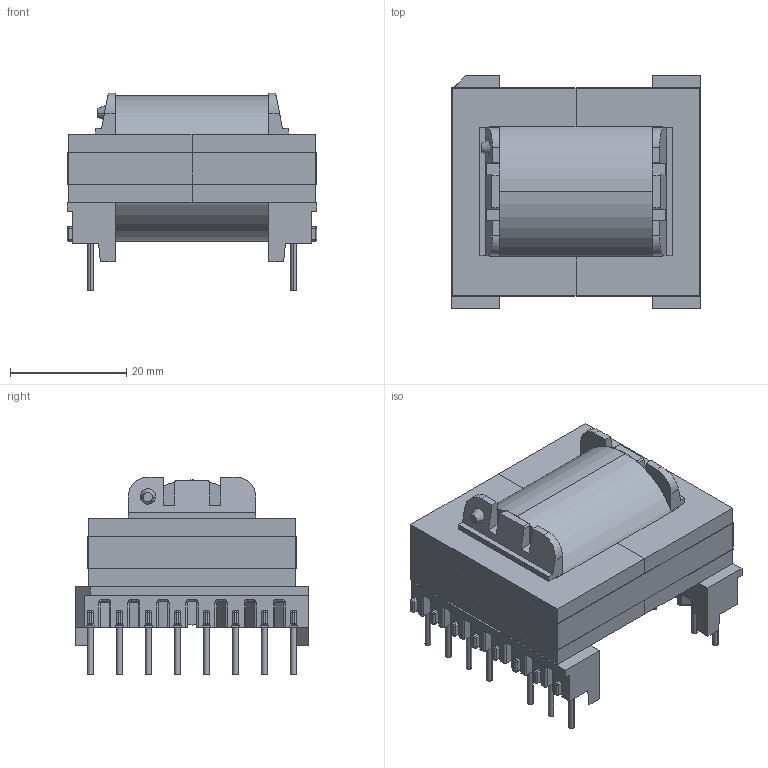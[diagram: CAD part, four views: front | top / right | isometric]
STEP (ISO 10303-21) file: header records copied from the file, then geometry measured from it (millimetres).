
FILE_DESCRIPTION (( 'STEP AP214' ), '1' );
FILE_NAME ('ER35-21_5940_MP5-11-14.STEP', '2021-08-10T14:14:27', ( '' ), ( '' ), 'SwSTEP 2.0', 'SolidWorks 2017', '' );
FILE_SCHEMA (( 'AUTOMOTIVE_DESIGN' ));
Length unit declared in the file: inch
Products named in the file (5): 440-9987-2171; ER35-21_5940_MP5-11-14; 070-5940_6A; 150-2171_6A; 070-5940_coil
Assembly tree (5 placements, depth 2):
  ER35-21_5940_MP5-11-14
    070-5940_6A
    070-5940_coil
    150-2171_6A  x2
    440-9987-2171
Bounding box: 43.01 x 40 x 34 mm (x, y, z)
Volume: 27128.6 mm3; surface area: 19498.2 mm2
Topology: 5 solids, 5 shells, 869 faces, 2227 edges, 1310 vertices
Faces by surface type: cylinder 386, plane 331, sphere 64, bspline 58, torus 28, cone 2
Entity records: 26877 total; most frequent: CARTESIAN_POINT 6246, ORIENTED_EDGE 4250, DIRECTION 4179, EDGE_CURVE 2125, AXIS2_PLACEMENT_3D 1462, VERTEX_POINT 1290, VECTOR 1255, LINE 1255
